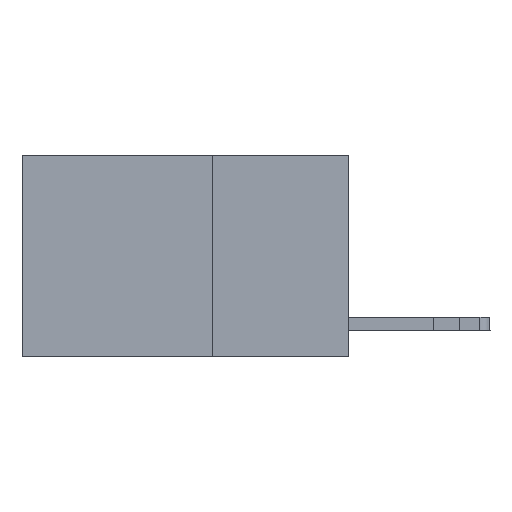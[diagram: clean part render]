
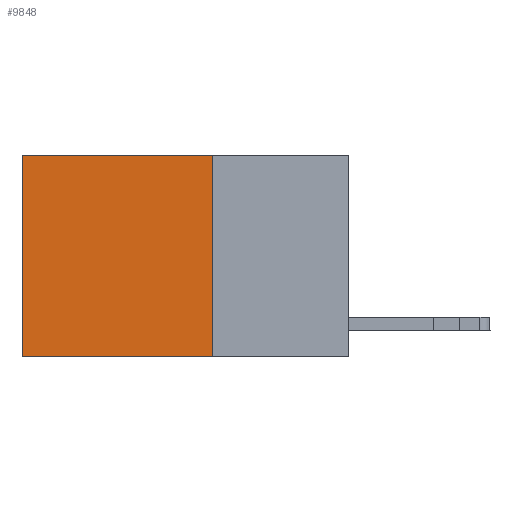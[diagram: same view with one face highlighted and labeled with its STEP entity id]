
A CAD part, left-side view. The second image highlights one B-rep face of the part: STEP entity #9848.
In plain terms, the highlighted planar face has unit normal (-1, 0, 0).
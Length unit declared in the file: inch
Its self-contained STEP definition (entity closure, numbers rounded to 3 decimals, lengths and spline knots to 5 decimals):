
#185 = VERTEX_POINT ( 'NONE', #15041 ) ;
#1188 = LINE ( 'NONE', #4047, #2341 ) ;
#1467 = FACE_OUTER_BOUND ( 'NONE', #9496, .T. ) ;
#1549 = DIRECTION ( 'NONE',  ( 0., 0., -1. ) ) ;
#2341 = VECTOR ( 'NONE', #16069, 39.37008 ) ;
#2848 = DIRECTION ( 'NONE',  ( 1., 0., 0. ) ) ;
#2900 = ORIENTED_EDGE ( 'NONE', *, *, #14750, .F. ) ;
#2943 = VECTOR ( 'NONE', #8983, 39.37008 ) ;
#3857 = LINE ( 'NONE', #6388, #2943 ) ;
#4047 = CARTESIAN_POINT ( 'NONE',  ( 0.2625, 0.25, 0. ) ) ;
#4154 = CARTESIAN_POINT ( 'NONE',  ( 0.2625, 0.25, 0. ) ) ;
#5279 = LINE ( 'NONE', #9346, #13402 ) ;
#5403 = VECTOR ( 'NONE', #5606, 39.37008 ) ;
#5591 = AXIS2_PLACEMENT_3D ( 'NONE', #4154, #2848, #1549 ) ;
#5606 = DIRECTION ( 'NONE',  ( 0., 0., -1. ) ) ;
#6388 = CARTESIAN_POINT ( 'NONE',  ( 0.2625, 0.6, 0. ) ) ;
#6501 = CARTESIAN_POINT ( 'NONE',  ( 0.2625, 0.25, -0.37 ) ) ;
#6767 = PLANE ( 'NONE',  #5591 ) ;
#6951 = ORIENTED_EDGE ( 'NONE', *, *, #15248, .T. ) ;
#7354 = CARTESIAN_POINT ( 'NONE',  ( 0.2625, 0.6, -0.37 ) ) ;
#7824 = ORIENTED_EDGE ( 'NONE', *, *, #14616, .T. ) ;
#8632 = VERTEX_POINT ( 'NONE', #12199 ) ;
#8783 = VERTEX_POINT ( 'NONE', #7354 ) ;
#8983 = DIRECTION ( 'NONE',  ( 0., 0., -1. ) ) ;
#9259 = DIRECTION ( 'NONE',  ( 0., 1., 0. ) ) ;
#9346 = CARTESIAN_POINT ( 'NONE',  ( 0.2625, 0.25, -0.37 ) ) ;
#9494 = LINE ( 'NONE', #12173, #5403 ) ;
#9496 = EDGE_LOOP ( 'NONE', ( #6951, #15492, #2900, #7824 ) ) ;
#9848 = ADVANCED_FACE ( 'NONE', ( #1467 ), #6767, .F. ) ;
#10090 = VERTEX_POINT ( 'NONE', #6501 ) ;
#12173 = CARTESIAN_POINT ( 'NONE',  ( 0.2625, 0.25, 0. ) ) ;
#12199 = CARTESIAN_POINT ( 'NONE',  ( 0.2625, 0.6, 0. ) ) ;
#13402 = VECTOR ( 'NONE', #9259, 39.37008 ) ;
#14616 = EDGE_CURVE ( 'NONE', #185, #8632, #1188, .T. ) ;
#14750 = EDGE_CURVE ( 'NONE', #185, #10090, #9494, .T. ) ;
#15041 = CARTESIAN_POINT ( 'NONE',  ( 0.2625, 0.25, 0. ) ) ;
#15248 = EDGE_CURVE ( 'NONE', #8632, #8783, #3857, .T. ) ;
#15492 = ORIENTED_EDGE ( 'NONE', *, *, #16056, .F. ) ;
#16056 = EDGE_CURVE ( 'NONE', #10090, #8783, #5279, .T. ) ;
#16069 = DIRECTION ( 'NONE',  ( 0., 1., 0. ) ) ;
